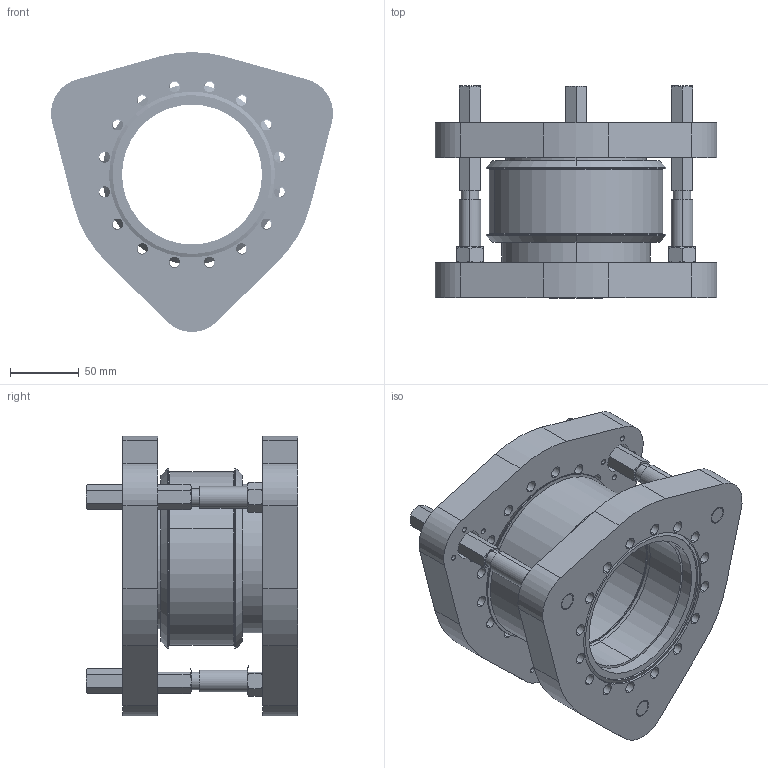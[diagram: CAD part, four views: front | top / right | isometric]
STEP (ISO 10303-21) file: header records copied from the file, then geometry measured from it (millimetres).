
FILE_DESCRIPTION (( 'STEP AP214' ), '1' );
FILE_NAME ('PA-4.00-B600C-T600T ASSEMBLY.STEP', '2019-12-18T19:34:15', ( '' ), ( '' ), 'SwSTEP 2.0', 'SolidWorks 2010', '' );
FILE_SCHEMA (( 'AUTOMOTIVE_DESIGN' ));
Length unit declared in the file: inch
Products named in the file (1): PA-4.00-B600C-T600T ASSEMBLY
Bounding box: 204.62 x 153.67 x 203.2 mm (x, y, z)
Surface area: 314904.9 mm2 (no closed solid volume)
Topology: 0 solids, 69 shells, 662 faces, 1860 edges, 1261 vertices
Faces by surface type: plane 243, cylinder 232, cone 119, bspline 68
Entity records: 72549 total; most frequent: CARTESIAN_POINT 47862, DIRECTION 3228, ORIENTED_EDGE 3088, EDGE_CURVE 1850, VERTEX_POINT 1261, AXIS2_PLACEMENT_3D 1253, EDGE_LOOP 813, LINE 722
